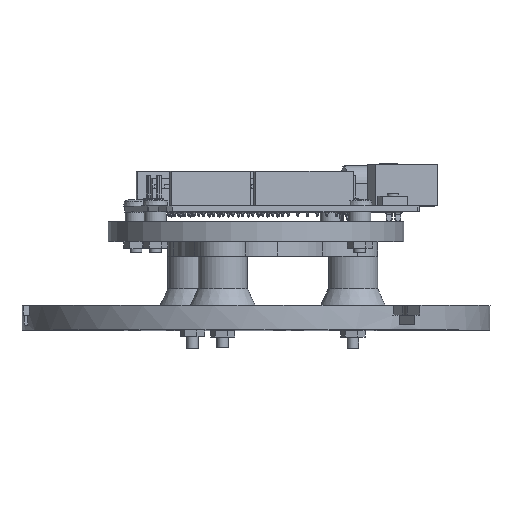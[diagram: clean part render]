
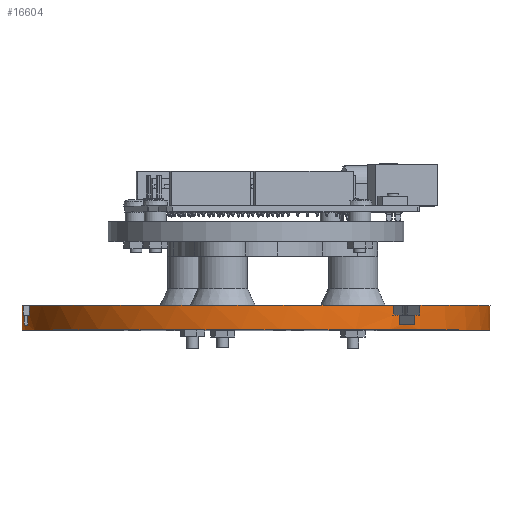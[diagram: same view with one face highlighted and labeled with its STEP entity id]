
A CAD part, top view. The second image highlights one B-rep face of the part: STEP entity #16604.
In plain terms, the highlighted cylindrical face has radius 60.325 mm (diameter 120.65 mm), a full revolution.
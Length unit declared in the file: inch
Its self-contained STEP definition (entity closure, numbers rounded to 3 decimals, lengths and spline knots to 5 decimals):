
#320=LINE($,#24246,#1852);
#324=LINE($,#24255,#1856);
#328=LINE($,#24269,#1860);
#332=LINE($,#24278,#1864);
#336=LINE($,#24302,#1868);
#340=LINE($,#24311,#1872);
#344=LINE($,#24325,#1876);
#348=LINE($,#24334,#1880);
#366=LINE($,#24427,#1898);
#367=LINE($,#24431,#1899);
#368=LINE($,#24435,#1900);
#369=LINE($,#24439,#1901);
#1852=VECTOR($,#19447,0.1);
#1856=VECTOR($,#19453,0.1);
#1860=VECTOR($,#19465,0.1);
#1864=VECTOR($,#19471,0.1);
#1868=VECTOR($,#19495,0.1);
#1872=VECTOR($,#19501,0.1);
#1876=VECTOR($,#19513,0.1);
#1880=VECTOR($,#19519,0.1);
#1898=VECTOR($,#19627,0.1);
#1899=VECTOR($,#19630,0.1);
#1900=VECTOR($,#19633,0.1);
#1901=VECTOR($,#19636,0.1);
#4829=FACE_BOUND($,#6377,.T.);
#5299=FACE_OUTER_BOUND($,#6376,.T.);
#6376=EDGE_LOOP($,(#12196,#12197,#12198,#12199,#12200,#12201,#12202,#12203,
#12204,#12205,#12206,#12207,#12208,#12209,#12210,#12211,#12212,#12213,#12214,
#12215,#12216,#12217,#12218,#12219));
#6377=EDGE_LOOP($,(#12220));
#7820=CIRCLE($,#17729,2.375);
#7824=CIRCLE($,#17733,2.375);
#7832=CIRCLE($,#17746,2.375);
#7836=CIRCLE($,#17750,2.375);
#7840=CIRCLE($,#17757,2.375);
#7841=CIRCLE($,#17758,2.375);
#7842=CIRCLE($,#17759,2.375);
#7843=CIRCLE($,#17760,2.375);
#7844=CIRCLE($,#17761,2.375);
#7845=CIRCLE($,#17762,2.375);
#7846=CIRCLE($,#17763,2.375);
#7847=CIRCLE($,#17764,2.375);
#7848=CIRCLE($,#17765,2.375);
#8390=VERTEX_POINT($,#24243);
#8391=VERTEX_POINT($,#24245);
#8394=VERTEX_POINT($,#24252);
#8395=VERTEX_POINT($,#24254);
#8400=VERTEX_POINT($,#24266);
#8401=VERTEX_POINT($,#24268);
#8404=VERTEX_POINT($,#24275);
#8405=VERTEX_POINT($,#24277);
#8414=VERTEX_POINT($,#24299);
#8415=VERTEX_POINT($,#24301);
#8418=VERTEX_POINT($,#24308);
#8419=VERTEX_POINT($,#24310);
#8424=VERTEX_POINT($,#24322);
#8425=VERTEX_POINT($,#24324);
#8428=VERTEX_POINT($,#24331);
#8429=VERTEX_POINT($,#24333);
#8458=VERTEX_POINT($,#24424);
#8459=VERTEX_POINT($,#24426);
#8460=VERTEX_POINT($,#24428);
#8461=VERTEX_POINT($,#24430);
#8462=VERTEX_POINT($,#24432);
#8463=VERTEX_POINT($,#24434);
#8464=VERTEX_POINT($,#24436);
#8465=VERTEX_POINT($,#24438);
#8466=VERTEX_POINT($,#24441);
#9894=EDGE_CURVE($,#8391,#8390,#320,.T.);
#9898=EDGE_CURVE($,#8395,#8394,#324,.T.);
#9904=EDGE_CURVE($,#8401,#8400,#328,.T.);
#9908=EDGE_CURVE($,#8405,#8404,#332,.T.);
#9918=EDGE_CURVE($,#8415,#8414,#336,.T.);
#9922=EDGE_CURVE($,#8419,#8418,#340,.T.);
#9928=EDGE_CURVE($,#8425,#8424,#344,.T.);
#9932=EDGE_CURVE($,#8429,#8428,#348,.T.);
#9945=EDGE_CURVE($,#8390,#8395,#7820,.T.);
#9951=EDGE_CURVE($,#8404,#8401,#7824,.T.);
#9965=EDGE_CURVE($,#8414,#8419,#7832,.T.);
#9971=EDGE_CURVE($,#8428,#8425,#7836,.T.);
#9978=EDGE_CURVE($,#8394,#8405,#7840,.T.);
#9979=EDGE_CURVE($,#8415,#8400,#7841,.T.);
#9980=EDGE_CURVE($,#8418,#8429,#7842,.T.);
#9981=EDGE_CURVE($,#8458,#8424,#7843,.T.);
#9982=EDGE_CURVE($,#8458,#8459,#366,.T.);
#9983=EDGE_CURVE($,#8459,#8460,#7844,.T.);
#9984=EDGE_CURVE($,#8460,#8461,#367,.T.);
#9985=EDGE_CURVE($,#8461,#8462,#7845,.T.);
#9986=EDGE_CURVE($,#8462,#8463,#368,.T.);
#9987=EDGE_CURVE($,#8463,#8464,#7846,.T.);
#9988=EDGE_CURVE($,#8464,#8465,#369,.T.);
#9989=EDGE_CURVE($,#8391,#8465,#7847,.T.);
#9990=EDGE_CURVE($,#8466,#8466,#7848,.T.);
#12196=ORIENTED_EDGE($,*,*,#9894,.T.);
#12197=ORIENTED_EDGE($,*,*,#9945,.T.);
#12198=ORIENTED_EDGE($,*,*,#9898,.T.);
#12199=ORIENTED_EDGE($,*,*,#9978,.T.);
#12200=ORIENTED_EDGE($,*,*,#9908,.T.);
#12201=ORIENTED_EDGE($,*,*,#9951,.T.);
#12202=ORIENTED_EDGE($,*,*,#9904,.T.);
#12203=ORIENTED_EDGE($,*,*,#9979,.F.);
#12204=ORIENTED_EDGE($,*,*,#9918,.T.);
#12205=ORIENTED_EDGE($,*,*,#9965,.T.);
#12206=ORIENTED_EDGE($,*,*,#9922,.T.);
#12207=ORIENTED_EDGE($,*,*,#9980,.T.);
#12208=ORIENTED_EDGE($,*,*,#9932,.T.);
#12209=ORIENTED_EDGE($,*,*,#9971,.T.);
#12210=ORIENTED_EDGE($,*,*,#9928,.T.);
#12211=ORIENTED_EDGE($,*,*,#9981,.F.);
#12212=ORIENTED_EDGE($,*,*,#9982,.T.);
#12213=ORIENTED_EDGE($,*,*,#9983,.T.);
#12214=ORIENTED_EDGE($,*,*,#9984,.T.);
#12215=ORIENTED_EDGE($,*,*,#9985,.T.);
#12216=ORIENTED_EDGE($,*,*,#9986,.T.);
#12217=ORIENTED_EDGE($,*,*,#9987,.T.);
#12218=ORIENTED_EDGE($,*,*,#9988,.T.);
#12219=ORIENTED_EDGE($,*,*,#9989,.F.);
#12220=ORIENTED_EDGE($,*,*,#9990,.F.);
#16364=CYLINDRICAL_SURFACE($,#17756,2.375);
#16604=ADVANCED_FACE($,(#5299,#4829),#16364,.T.);
#17729=AXIS2_PLACEMENT_3D($,#24361,#19550,#19551);
#17733=AXIS2_PLACEMENT_3D($,#24371,#19560,#19561);
#17746=AXIS2_PLACEMENT_3D($,#24398,#19592,#19593);
#17750=AXIS2_PLACEMENT_3D($,#24408,#19602,#19603);
#17756=AXIS2_PLACEMENT_3D($,#24420,#19617,#19618);
#17757=AXIS2_PLACEMENT_3D($,#24421,#19619,#19620);
#17758=AXIS2_PLACEMENT_3D($,#24422,#19621,#19622);
#17759=AXIS2_PLACEMENT_3D($,#24423,#19623,#19624);
#17760=AXIS2_PLACEMENT_3D($,#24425,#19625,#19626);
#17761=AXIS2_PLACEMENT_3D($,#24429,#19628,#19629);
#17762=AXIS2_PLACEMENT_3D($,#24433,#19631,#19632);
#17763=AXIS2_PLACEMENT_3D($,#24437,#19634,#19635);
#17764=AXIS2_PLACEMENT_3D($,#24440,#19637,#19638);
#17765=AXIS2_PLACEMENT_3D($,#24442,#19639,#19640);
#19447=DIRECTION($,(0.,-1.,0.));
#19453=DIRECTION($,(0.,-1.,0.));
#19465=DIRECTION($,(0.,1.,0.));
#19471=DIRECTION($,(0.,1.,0.));
#19495=DIRECTION($,(0.,-1.,0.));
#19501=DIRECTION($,(0.,-1.,0.));
#19513=DIRECTION($,(0.,1.,0.));
#19519=DIRECTION($,(0.,1.,0.));
#19550=DIRECTION('center_axis',(0.,-1.,0.));
#19551=DIRECTION('ref_axis',(1.,0.,0.));
#19560=DIRECTION('center_axis',(0.,-1.,0.));
#19561=DIRECTION('ref_axis',(1.,0.,0.));
#19592=DIRECTION('center_axis',(0.,-1.,0.));
#19593=DIRECTION('ref_axis',(1.,0.,0.));
#19602=DIRECTION('center_axis',(0.,-1.,0.));
#19603=DIRECTION('ref_axis',(1.,0.,0.));
#19617=DIRECTION('center_axis',(0.,1.,0.));
#19618=DIRECTION('ref_axis',(1.,0.,0.));
#19619=DIRECTION('center_axis',(0.,-1.,0.));
#19620=DIRECTION('ref_axis',(1.,0.,0.));
#19621=DIRECTION('center_axis',(0.,1.,0.));
#19622=DIRECTION('ref_axis',(1.,0.,0.));
#19623=DIRECTION('center_axis',(0.,-1.,0.));
#19624=DIRECTION('ref_axis',(1.,0.,0.));
#19625=DIRECTION('center_axis',(0.,1.,0.));
#19626=DIRECTION('ref_axis',(1.,0.,0.));
#19627=DIRECTION($,(0.,-1.,0.));
#19628=DIRECTION('center_axis',(0.,-1.,0.));
#19629=DIRECTION('ref_axis',(1.,0.,0.));
#19630=DIRECTION($,(0.,-1.,0.));
#19631=DIRECTION('center_axis',(0.,-1.,0.));
#19632=DIRECTION('ref_axis',(1.,0.,0.));
#19633=DIRECTION($,(0.,1.,0.));
#19634=DIRECTION('center_axis',(0.,-1.,0.));
#19635=DIRECTION('ref_axis',(1.,0.,0.));
#19636=DIRECTION($,(0.,1.,0.));
#19637=DIRECTION('center_axis',(0.,1.,0.));
#19638=DIRECTION('ref_axis',(1.,0.,0.));
#19639=DIRECTION('center_axis',(0.,-1.,0.));
#19640=DIRECTION('ref_axis',(1.,0.,0.));
#24243=CARTESIAN_POINT('',(2.13872,0.15,1.03272));
#24245=CARTESIAN_POINT('',(2.13872,0.25,1.03272));
#24246=CARTESIAN_POINT($,(2.13872,0.,1.03272));
#24252=CARTESIAN_POINT('',(2.10499,0.05,1.09984));
#24254=CARTESIAN_POINT('',(2.10499,0.15,1.09984));
#24255=CARTESIAN_POINT($,(2.10499,0.,1.09984));
#24266=CARTESIAN_POINT('',(1.96372,0.25,1.33583));
#24268=CARTESIAN_POINT('',(1.96372,0.15,1.33583));
#24269=CARTESIAN_POINT($,(1.96372,0.,1.33583));
#24275=CARTESIAN_POINT('',(2.00499,0.15,1.27305));
#24277=CARTESIAN_POINT('',(2.00499,0.05,1.27305));
#24278=CARTESIAN_POINT($,(2.00499,0.,1.27305));
#24299=CARTESIAN_POINT('',(-1.96372,0.15,1.33583));
#24301=CARTESIAN_POINT('',(-1.96372,0.25,1.33583));
#24302=CARTESIAN_POINT($,(-1.96372,0.,1.33583));
#24308=CARTESIAN_POINT('',(-2.00499,0.05,1.27305));
#24310=CARTESIAN_POINT('',(-2.00499,0.15,1.27305));
#24311=CARTESIAN_POINT($,(-2.00499,0.,1.27305));
#24322=CARTESIAN_POINT('',(-2.13872,0.25,1.03272));
#24324=CARTESIAN_POINT('',(-2.13872,0.15,1.03272));
#24325=CARTESIAN_POINT($,(-2.13872,0.,1.03272));
#24331=CARTESIAN_POINT('',(-2.10499,0.15,1.09984));
#24333=CARTESIAN_POINT('',(-2.10499,0.05,1.09984));
#24334=CARTESIAN_POINT($,(-2.10499,0.,1.09984));
#24361=CARTESIAN_POINT('Origin',(0.,0.15,0.));
#24371=CARTESIAN_POINT('Origin',(0.,0.15,0.));
#24398=CARTESIAN_POINT('Origin',(0.,0.15,0.));
#24408=CARTESIAN_POINT('Origin',(0.,0.15,0.));
#24420=CARTESIAN_POINT('Origin',(0.,0.,0.));
#24421=CARTESIAN_POINT('Origin',(0.,0.05,0.));
#24422=CARTESIAN_POINT('Origin',(0.,0.25,0.));
#24423=CARTESIAN_POINT('Origin',(0.,0.05,0.));
#24424=CARTESIAN_POINT('',(-0.175,0.25,-2.36854));
#24425=CARTESIAN_POINT('Origin',(0.,0.25,0.));
#24426=CARTESIAN_POINT('',(-0.175,0.15,-2.36854));
#24427=CARTESIAN_POINT($,(-0.175,0.,-2.36854));
#24428=CARTESIAN_POINT('',(-0.1,0.15,-2.37289));
#24429=CARTESIAN_POINT('Origin',(0.,0.15,0.));
#24430=CARTESIAN_POINT('',(-0.1,0.05,-2.37289));
#24431=CARTESIAN_POINT($,(-0.1,0.,-2.37289));
#24432=CARTESIAN_POINT('',(0.1,0.05,-2.37289));
#24433=CARTESIAN_POINT('Origin',(0.,0.05,0.));
#24434=CARTESIAN_POINT('',(0.1,0.15,-2.37289));
#24435=CARTESIAN_POINT($,(0.1,0.,-2.37289));
#24436=CARTESIAN_POINT('',(0.175,0.15,-2.36854));
#24437=CARTESIAN_POINT('Origin',(0.,0.15,0.));
#24438=CARTESIAN_POINT('',(0.175,0.25,-2.36854));
#24439=CARTESIAN_POINT($,(0.175,0.,-2.36854));
#24440=CARTESIAN_POINT('Origin',(0.,0.25,0.));
#24441=CARTESIAN_POINT('',(-2.375,0.,0.));
#24442=CARTESIAN_POINT('Origin',(0.,0.,0.));
